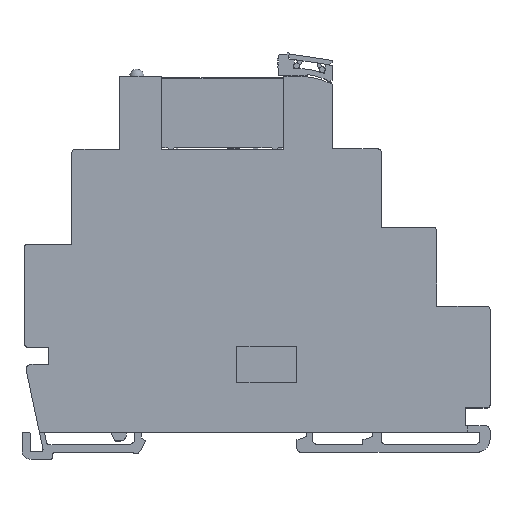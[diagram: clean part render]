
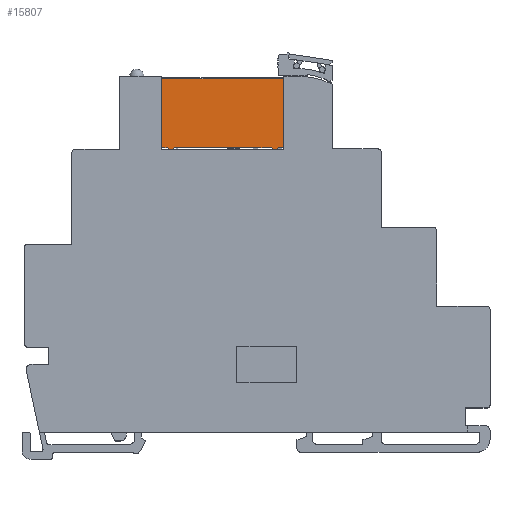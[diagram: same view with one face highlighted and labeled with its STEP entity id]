
A CAD part, top view. The second image highlights one B-rep face of the part: STEP entity #15807.
In plain terms, the highlighted planar face has unit normal (0, 0, 1).
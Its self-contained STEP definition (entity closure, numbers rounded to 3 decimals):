
#56 = DIRECTION ( 'NONE',  ( 0., 0., 1. ) ) ;
#231 = DIRECTION ( 'NONE',  ( -1., 0., 0. ) ) ;
#357 = CARTESIAN_POINT ( 'NONE',  ( 6.912, 58.056, 5.55 ) ) ;
#400 = EDGE_LOOP ( 'NONE', ( #7992, #6653, #14019, #4027, #2995, #3805, #2598, #11068, #6179, #16594, #2749, #841 ) ) ;
#703 = CARTESIAN_POINT ( 'NONE',  ( 10.15, 58.356, 5.55 ) ) ;
#771 = VECTOR ( 'NONE', #17663, 1000. ) ;
#841 = ORIENTED_EDGE ( 'NONE', *, *, #5145, .T. ) ;
#917 = EDGE_CURVE ( 'NONE', #8948, #15497, #10798, .T. ) ;
#1139 = CARTESIAN_POINT ( 'NONE',  ( 6.912, 58.056, 5.55 ) ) ;
#1333 = LINE ( 'NONE', #15667, #3273 ) ;
#1994 = VECTOR ( 'NONE', #15360, 1000. ) ;
#2215 = CARTESIAN_POINT ( 'NONE',  ( 7.962, 58.356, 5.55 ) ) ;
#2598 = ORIENTED_EDGE ( 'NONE', *, *, #11025, .F. ) ;
#2749 = ORIENTED_EDGE ( 'NONE', *, *, #17603, .T. ) ;
#2947 = CARTESIAN_POINT ( 'NONE',  ( -17.578, 72.856, 5.55 ) ) ;
#2995 = ORIENTED_EDGE ( 'NONE', *, *, #16188, .T. ) ;
#3273 = VECTOR ( 'NONE', #16547, 1000. ) ;
#3382 = CARTESIAN_POINT ( 'NONE',  ( -15.39, 58.356, 5.55 ) ) ;
#3592 = CARTESIAN_POINT ( 'NONE',  ( 10.15, 72.858, 5.55 ) ) ;
#3805 = ORIENTED_EDGE ( 'NONE', *, *, #11417, .T. ) ;
#4027 = ORIENTED_EDGE ( 'NONE', *, *, #8624, .T. ) ;
#4402 = EDGE_CURVE ( 'NONE', #8118, #13352, #4453, .T. ) ;
#4453 = LINE ( 'NONE', #1139, #771 ) ;
#4486 = VERTEX_POINT ( 'NONE', #15230 ) ;
#4939 = EDGE_CURVE ( 'NONE', #5437, #8118, #5258, .T. ) ;
#5058 = VERTEX_POINT ( 'NONE', #11467 ) ;
#5074 = LINE ( 'NONE', #9750, #16480 ) ;
#5145 = EDGE_CURVE ( 'NONE', #8121, #9826, #1333, .T. ) ;
#5258 = LINE ( 'NONE', #12421, #1994 ) ;
#5437 = VERTEX_POINT ( 'NONE', #10199 ) ;
#5458 = CARTESIAN_POINT ( 'NONE',  ( -3559.444, -2586.576, 5.55 ) ) ;
#5705 = LINE ( 'NONE', #10489, #8721 ) ;
#6179 = ORIENTED_EDGE ( 'NONE', *, *, #12761, .T. ) ;
#6475 = EDGE_CURVE ( 'NONE', #4486, #14318, #11158, .T. ) ;
#6653 = ORIENTED_EDGE ( 'NONE', *, *, #4939, .T. ) ;
#6748 = DIRECTION ( 'NONE',  ( 0., -1., 0. ) ) ;
#6754 = DIRECTION ( 'NONE',  ( 0.832, 0.555, 0. ) ) ;
#7944 = CARTESIAN_POINT ( 'NONE',  ( 7.962, 58.356, 5.55 ) ) ;
#7992 = ORIENTED_EDGE ( 'NONE', *, *, #15701, .T. ) ;
#8118 = VERTEX_POINT ( 'NONE', #15561 ) ;
#8121 = VERTEX_POINT ( 'NONE', #10182 ) ;
#8139 = VERTEX_POINT ( 'NONE', #703 ) ;
#8221 = PLANE ( 'NONE',  #13747 ) ;
#8230 = CARTESIAN_POINT ( 'NONE',  ( -15.39, 58.356, 5.55 ) ) ;
#8624 = EDGE_CURVE ( 'NONE', #13352, #5058, #16433, .T. ) ;
#8721 = VECTOR ( 'NONE', #17403, 1000. ) ;
#8915 = VECTOR ( 'NONE', #9922, 1000. ) ;
#8948 = VERTEX_POINT ( 'NONE', #3592 ) ;
#9561 = VECTOR ( 'NONE', #15180, 1000. ) ;
#9735 = VECTOR ( 'NONE', #6748, 1000. ) ;
#9750 = CARTESIAN_POINT ( 'NONE',  ( 10.15, 101.894, 5.55 ) ) ;
#9761 = DIRECTION ( 'NONE',  ( 1., 0., 0. ) ) ;
#9826 = VERTEX_POINT ( 'NONE', #14766 ) ;
#9832 = VERTEX_POINT ( 'NONE', #7944 ) ;
#9922 = DIRECTION ( 'NONE',  ( 1., 0., 0. ) ) ;
#10182 = CARTESIAN_POINT ( 'NONE',  ( -14.94, 58.056, 5.55 ) ) ;
#10199 = CARTESIAN_POINT ( 'NONE',  ( -13.89, 58.356, 5.55 ) ) ;
#10489 = CARTESIAN_POINT ( 'NONE',  ( 10.15, 58.356, 5.55 ) ) ;
#10798 = LINE ( 'NONE', #2947, #12283 ) ;
#11025 = EDGE_CURVE ( 'NONE', #8948, #8139, #5074, .T. ) ;
#11068 = ORIENTED_EDGE ( 'NONE', *, *, #917, .T. ) ;
#11158 = LINE ( 'NONE', #13517, #12211 ) ;
#11417 = EDGE_CURVE ( 'NONE', #9832, #8139, #5705, .T. ) ;
#11467 = CARTESIAN_POINT ( 'NONE',  ( 7.512, 58.056, 5.55 ) ) ;
#11720 = LINE ( 'NONE', #8230, #9561 ) ;
#11930 = CARTESIAN_POINT ( 'NONE',  ( -17.578, 72.856, 5.55 ) ) ;
#12211 = VECTOR ( 'NONE', #14783, 1000. ) ;
#12283 = VECTOR ( 'NONE', #231, 1000. ) ;
#12385 = DIRECTION ( 'NONE',  ( 0., -1., 0. ) ) ;
#12421 = CARTESIAN_POINT ( 'NONE',  ( 10.15, 58.356, 5.55 ) ) ;
#12673 = CARTESIAN_POINT ( 'NONE',  ( 7.512, 58.056, 5.55 ) ) ;
#12761 = EDGE_CURVE ( 'NONE', #15497, #4486, #17279, .T. ) ;
#13174 = DIRECTION ( 'NONE',  ( 0.832, 0.555, 0. ) ) ;
#13352 = VERTEX_POINT ( 'NONE', #357 ) ;
#13517 = CARTESIAN_POINT ( 'NONE',  ( 10.15, 58.356, 5.55 ) ) ;
#13703 = LINE ( 'NONE', #2215, #16091 ) ;
#13747 = AXIS2_PLACEMENT_3D ( 'NONE', #5458, #56, #9761 ) ;
#14019 = ORIENTED_EDGE ( 'NONE', *, *, #4402, .T. ) ;
#14318 = VERTEX_POINT ( 'NONE', #3382 ) ;
#14394 = VECTOR ( 'NONE', #6754, 1000. ) ;
#14766 = CARTESIAN_POINT ( 'NONE',  ( -14.34, 58.056, 5.55 ) ) ;
#14783 = DIRECTION ( 'NONE',  ( 1., 0., 0. ) ) ;
#14992 = CARTESIAN_POINT ( 'NONE',  ( -17.578, 101.894, 5.55 ) ) ;
#14999 = CARTESIAN_POINT ( 'NONE',  ( -14.34, 58.056, 5.55 ) ) ;
#15180 = DIRECTION ( 'NONE',  ( 0.832, -0.555, 0. ) ) ;
#15230 = CARTESIAN_POINT ( 'NONE',  ( -17.578, 58.356, 5.55 ) ) ;
#15360 = DIRECTION ( 'NONE',  ( 1., 0., 0. ) ) ;
#15497 = VERTEX_POINT ( 'NONE', #11930 ) ;
#15561 = CARTESIAN_POINT ( 'NONE',  ( 6.462, 58.356, 5.55 ) ) ;
#15667 = CARTESIAN_POINT ( 'NONE',  ( -14.94, 58.056, 5.55 ) ) ;
#15701 = EDGE_CURVE ( 'NONE', #9826, #5437, #17866, .T. ) ;
#15807 = ADVANCED_FACE ( 'NONE', ( #17840 ), #8221, .T. ) ;
#16091 = VECTOR ( 'NONE', #13174, 1000. ) ;
#16188 = EDGE_CURVE ( 'NONE', #5058, #9832, #13703, .T. ) ;
#16433 = LINE ( 'NONE', #12673, #8915 ) ;
#16480 = VECTOR ( 'NONE', #12385, 1000. ) ;
#16547 = DIRECTION ( 'NONE',  ( 1., 0., 0. ) ) ;
#16594 = ORIENTED_EDGE ( 'NONE', *, *, #6475, .T. ) ;
#17279 = LINE ( 'NONE', #14992, #9735 ) ;
#17403 = DIRECTION ( 'NONE',  ( 1., 0., 0. ) ) ;
#17603 = EDGE_CURVE ( 'NONE', #14318, #8121, #11720, .T. ) ;
#17663 = DIRECTION ( 'NONE',  ( 0.832, -0.555, 0. ) ) ;
#17840 = FACE_OUTER_BOUND ( 'NONE', #400, .T. ) ;
#17866 = LINE ( 'NONE', #14999, #14394 ) ;
